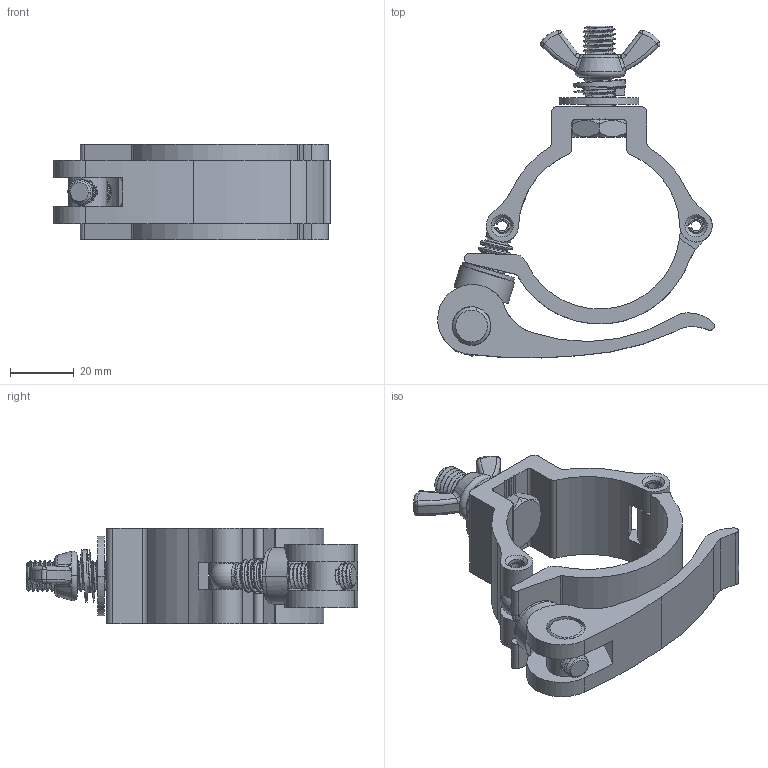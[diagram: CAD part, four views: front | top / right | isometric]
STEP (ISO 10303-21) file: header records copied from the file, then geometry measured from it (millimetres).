
FILE_DESCRIPTION(/* description */ ('50mm Light Duty Clamp with Quick Release Handle for Truss or Tubing'),/* implementation_level */ '2;1');
FILE_NAME(/* name */ 'EVT50C-AQR.step',/* time_stamp */ '2024-01-22T18:49:46-08:00',/* author */ (''),/* organization */ (''),/* preprocessor_version */ 'ST-DEVELOPER v20',/* originating_system */ 'Autodesk Translation Framework v12.14.0.127',/* authorisation */ '');
FILE_SCHEMA (('AUTOMOTIVE_DESIGN { 1 0 10303 214 3 1 1 }'));
Length unit declared in the file: millimetre
Products named in the file (1): EVT50C-AQR
Bounding box: 87.06 x 104.45 x 30 mm (x, y, z)
Volume: 50234.9 mm3; surface area: 33089.5 mm2
Topology: 14 solids, 14 shells, 678 faces, 1839 edges, 1197 vertices
Faces by surface type: plane 328, cylinder 208, bspline 84, cone 30, torus 18, sphere 10
Entity records: 39159 total; most frequent: CARTESIAN_POINT 22678, ORIENTED_EDGE 3678, DIRECTION 3087, EDGE_CURVE 1839, VERTEX_POINT 1197, AXIS2_PLACEMENT_3D 1104, LINE 879, VECTOR 879
